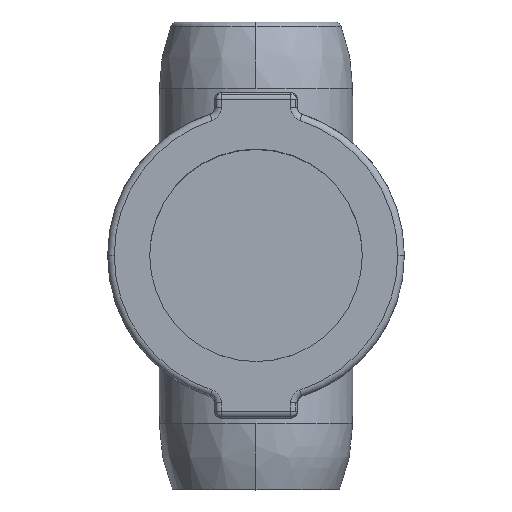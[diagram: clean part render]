
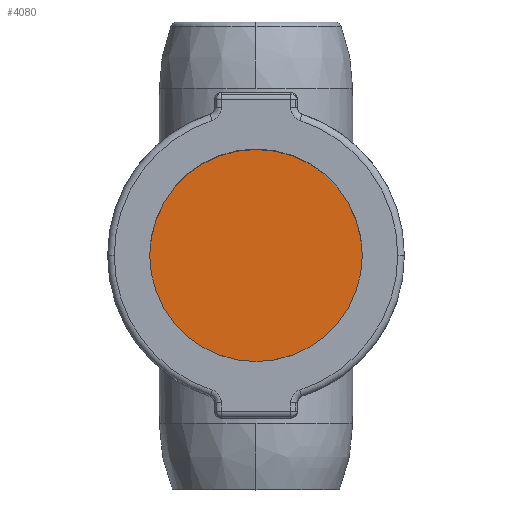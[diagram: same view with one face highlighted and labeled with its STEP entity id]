
A CAD part, top view. The second image highlights one B-rep face of the part: STEP entity #4080.
In plain terms, the highlighted planar face has unit normal (0, 0, 1).
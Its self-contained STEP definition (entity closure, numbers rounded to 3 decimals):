
#89 = DIRECTION ( 'NONE',  ( 0., 0., 1. ) ) ;
#263 = CARTESIAN_POINT ( 'NONE',  ( 8., 0., 9.6 ) ) ;
#341 = AXIS2_PLACEMENT_3D ( 'NONE', #794, #2500, #4636 ) ;
#794 = CARTESIAN_POINT ( 'NONE',  ( 0., 0., 9.6 ) ) ;
#891 = DIRECTION ( 'NONE',  ( 1., 0., 0. ) ) ;
#1293 = CARTESIAN_POINT ( 'NONE',  ( -8., 0., 9.6 ) ) ;
#1339 = VERTEX_POINT ( 'NONE', #263 ) ;
#1438 = AXIS2_PLACEMENT_3D ( 'NONE', #3100, #89, #3559 ) ;
#1884 = AXIS2_PLACEMENT_3D ( 'NONE', #3007, #4319, #891 ) ;
#2062 = CIRCLE ( 'NONE', #1438, 8. ) ;
#2500 = DIRECTION ( 'NONE',  ( 0., 0., 1. ) ) ;
#2721 = ORIENTED_EDGE ( 'NONE', *, *, #4612, .T. ) ;
#2878 = PLANE ( 'NONE',  #341 ) ;
#3007 = CARTESIAN_POINT ( 'NONE',  ( 0., 0., 9.6 ) ) ;
#3100 = CARTESIAN_POINT ( 'NONE',  ( 0., 0., 9.6 ) ) ;
#3139 = EDGE_LOOP ( 'NONE', ( #4553, #2721 ) ) ;
#3559 = DIRECTION ( 'NONE',  ( 1., 0., 0. ) ) ;
#4080 = ADVANCED_FACE ( 'NONE', ( #5456 ), #2878, .T. ) ;
#4319 = DIRECTION ( 'NONE',  ( 0., 0., 1. ) ) ;
#4326 = EDGE_CURVE ( 'NONE', #1339, #5123, #2062, .T. ) ;
#4553 = ORIENTED_EDGE ( 'NONE', *, *, #4326, .T. ) ;
#4612 = EDGE_CURVE ( 'NONE', #5123, #1339, #5277, .T. ) ;
#4636 = DIRECTION ( 'NONE',  ( 1., 0., 0. ) ) ;
#5123 = VERTEX_POINT ( 'NONE', #1293 ) ;
#5277 = CIRCLE ( 'NONE', #1884, 8. ) ;
#5456 = FACE_OUTER_BOUND ( 'NONE', #3139, .T. ) ;
